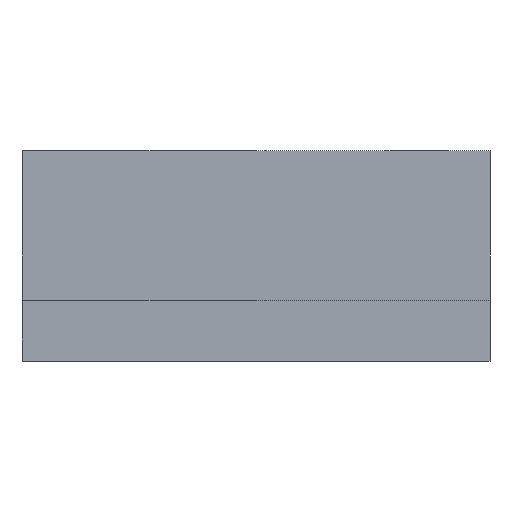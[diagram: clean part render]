
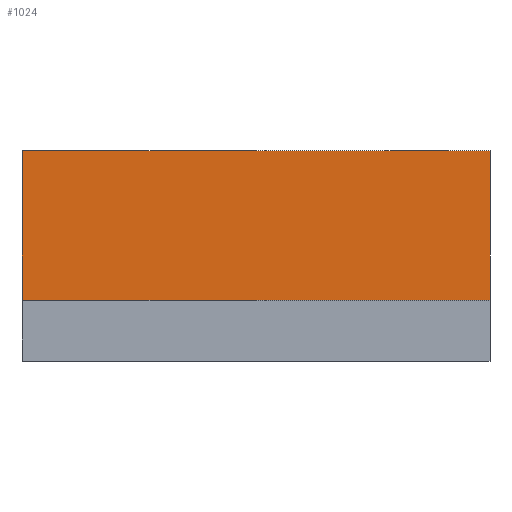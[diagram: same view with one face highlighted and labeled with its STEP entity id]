
A CAD part, left-side view. The second image highlights one B-rep face of the part: STEP entity #1024.
In plain terms, the highlighted planar face has unit normal (-1, 0, 0).
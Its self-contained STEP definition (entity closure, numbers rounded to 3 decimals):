
#25 = VERTEX_POINT ( 'NONE', #1788 ) ;
#29 = LINE ( 'NONE', #1249, #847 ) ;
#92 = DIRECTION ( 'NONE',  ( 1., 0., 0. ) ) ;
#94 = ORIENTED_EDGE ( 'NONE', *, *, #1603, .F. ) ;
#115 = LINE ( 'NONE', #1614, #1808 ) ;
#146 = EDGE_CURVE ( 'NONE', #25, #1498, #1588, .T. ) ;
#179 = CARTESIAN_POINT ( 'NONE',  ( -9.1, 5., 0.015 ) ) ;
#220 = DIRECTION ( 'NONE',  ( 0., 0., -1. ) ) ;
#259 = DIRECTION ( 'NONE',  ( 0., 0., -1. ) ) ;
#276 = VERTEX_POINT ( 'NONE', #2108 ) ;
#283 = AXIS2_PLACEMENT_3D ( 'NONE', #1692, #92, #259 ) ;
#334 = PLANE ( 'NONE',  #283 ) ;
#335 = CARTESIAN_POINT ( 'NONE',  ( -9.1, 5., 0.015 ) ) ;
#338 = DIRECTION ( 'NONE',  ( 0., 0., -1. ) ) ;
#364 = VECTOR ( 'NONE', #1631, 1000. ) ;
#449 = CARTESIAN_POINT ( 'NONE',  ( -9.1, 5., 0.015 ) ) ;
#459 = ORIENTED_EDGE ( 'NONE', *, *, #1910, .T. ) ;
#472 = CARTESIAN_POINT ( 'NONE',  ( -9.1, -5., 4.515 ) ) ;
#485 = LINE ( 'NONE', #179, #1296 ) ;
#522 = CARTESIAN_POINT ( 'NONE',  ( -9.1, -5., 0.015 ) ) ;
#558 = CARTESIAN_POINT ( 'NONE',  ( -9.1, -4., 1.315 ) ) ;
#695 = DIRECTION ( 'NONE',  ( 0., 0., 1. ) ) ;
#700 = EDGE_CURVE ( 'NONE', #1688, #1374, #115, .T. ) ;
#746 = ORIENTED_EDGE ( 'NONE', *, *, #146, .F. ) ;
#770 = CARTESIAN_POINT ( 'NONE',  ( -9.1, 4., 1.315 ) ) ;
#772 = ORIENTED_EDGE ( 'NONE', *, *, #1471, .T. ) ;
#774 = LINE ( 'NONE', #947, #1635 ) ;
#788 = DIRECTION ( 'NONE',  ( 0., 1., 0. ) ) ;
#820 = DIRECTION ( 'NONE',  ( 0., 1., 0. ) ) ;
#847 = VECTOR ( 'NONE', #935, 1000. ) ;
#935 = DIRECTION ( 'NONE',  ( 0., 1., 0. ) ) ;
#937 = VERTEX_POINT ( 'NONE', #558 ) ;
#947 = CARTESIAN_POINT ( 'NONE',  ( -9.1, -4., 0.015 ) ) ;
#965 = CARTESIAN_POINT ( 'NONE',  ( -9.1, 5., 4.515 ) ) ;
#968 = CARTESIAN_POINT ( 'NONE',  ( -9.1, 4., 0.015 ) ) ;
#1024 = ADVANCED_FACE ( 'NONE', ( #1669 ), #334, .F. ) ;
#1071 = VERTEX_POINT ( 'NONE', #770 ) ;
#1177 = LINE ( 'NONE', #1848, #1951 ) ;
#1214 = VECTOR ( 'NONE', #788, 1000. ) ;
#1249 = CARTESIAN_POINT ( 'NONE',  ( -9.1, 5., 1.315 ) ) ;
#1268 = EDGE_CURVE ( 'NONE', #937, #1071, #29, .T. ) ;
#1296 = VECTOR ( 'NONE', #338, 1000. ) ;
#1333 = ORIENTED_EDGE ( 'NONE', *, *, #1268, .F. ) ;
#1374 = VERTEX_POINT ( 'NONE', #965 ) ;
#1454 = LINE ( 'NONE', #522, #1897 ) ;
#1461 = ORIENTED_EDGE ( 'NONE', *, *, #1828, .F. ) ;
#1471 = EDGE_CURVE ( 'NONE', #1374, #276, #485, .T. ) ;
#1498 = VERTEX_POINT ( 'NONE', #1811 ) ;
#1588 = LINE ( 'NONE', #449, #1214 ) ;
#1593 = EDGE_LOOP ( 'NONE', ( #459, #2052, #772, #1461, #94, #1333, #2077, #746 ) ) ;
#1603 = EDGE_CURVE ( 'NONE', #1071, #1709, #1177, .T. ) ;
#1614 = CARTESIAN_POINT ( 'NONE',  ( -9.1, 5., 4.515 ) ) ;
#1631 = DIRECTION ( 'NONE',  ( 0., 1., 0. ) ) ;
#1635 = VECTOR ( 'NONE', #2096, 1000. ) ;
#1669 = FACE_OUTER_BOUND ( 'NONE', #1593, .T. ) ;
#1680 = EDGE_CURVE ( 'NONE', #1498, #937, #774, .T. ) ;
#1688 = VERTEX_POINT ( 'NONE', #472 ) ;
#1692 = CARTESIAN_POINT ( 'NONE',  ( -9.1, 5., 0.015 ) ) ;
#1709 = VERTEX_POINT ( 'NONE', #968 ) ;
#1788 = CARTESIAN_POINT ( 'NONE',  ( -9.1, -5., 0.015 ) ) ;
#1808 = VECTOR ( 'NONE', #820, 1000. ) ;
#1811 = CARTESIAN_POINT ( 'NONE',  ( -9.1, -4., 0.015 ) ) ;
#1828 = EDGE_CURVE ( 'NONE', #1709, #276, #2082, .T. ) ;
#1848 = CARTESIAN_POINT ( 'NONE',  ( -9.1, 4., 0.015 ) ) ;
#1897 = VECTOR ( 'NONE', #695, 1000. ) ;
#1910 = EDGE_CURVE ( 'NONE', #25, #1688, #1454, .T. ) ;
#1951 = VECTOR ( 'NONE', #220, 1000. ) ;
#2052 = ORIENTED_EDGE ( 'NONE', *, *, #700, .T. ) ;
#2077 = ORIENTED_EDGE ( 'NONE', *, *, #1680, .F. ) ;
#2082 = LINE ( 'NONE', #335, #364 ) ;
#2096 = DIRECTION ( 'NONE',  ( 0., 0., 1. ) ) ;
#2108 = CARTESIAN_POINT ( 'NONE',  ( -9.1, 5., 0.015 ) ) ;
